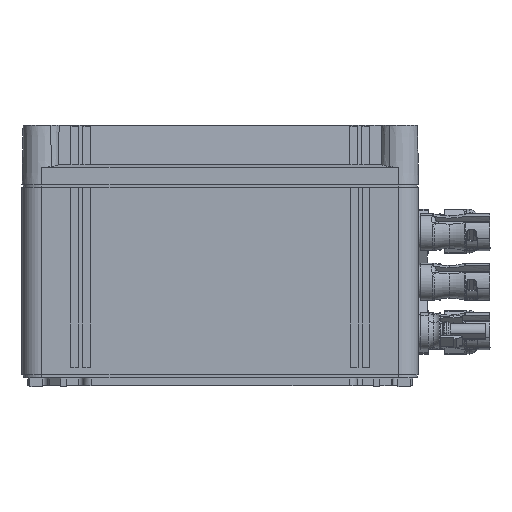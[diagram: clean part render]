
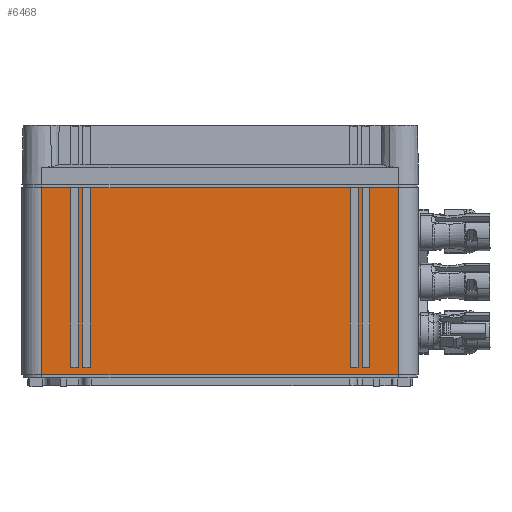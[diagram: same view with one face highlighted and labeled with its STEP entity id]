
A CAD part, left-side view. The second image highlights one B-rep face of the part: STEP entity #6468.
In plain terms, the highlighted planar face has unit normal (-1, 0, 0).
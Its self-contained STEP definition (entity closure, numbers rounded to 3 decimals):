
#6312=AXIS2_PLACEMENT_3D('Plane Axis2P3D',#6309,#6310,#6311) ;
#4683=CARTESIAN_POINT('Vertex',(0.,226.025,100.5)) ;
#4686=CARTESIAN_POINT('Line Origine',(0.,136.025,100.5)) ;
#4690=CARTESIAN_POINT('Vertex',(0.,46.025,100.5)) ;
#6282=CARTESIAN_POINT('Line Origine',(0.,46.025,106.)) ;
#6286=CARTESIAN_POINT('Vertex',(0.,46.025,6.)) ;
#6309=CARTESIAN_POINT('Axis2P3D Location',(0.,46.025,106.)) ;
#6314=CARTESIAN_POINT('Line Origine',(0.,226.025,53.25)) ;
#6318=CARTESIAN_POINT('Vertex',(0.,226.025,6.)) ;
#6321=CARTESIAN_POINT('Line Origine',(0.,136.025,6.)) ;
#6332=CARTESIAN_POINT('Line Origine',(0.,60.525,55.178)) ;
#6336=CARTESIAN_POINT('Vertex',(0.,60.525,10.)) ;
#6338=CARTESIAN_POINT('Vertex',(0.,60.525,100.356)) ;
#6341=CARTESIAN_POINT('Line Origine',(0.,62.525,10.)) ;
#6345=CARTESIAN_POINT('Vertex',(0.,64.525,10.)) ;
#6348=CARTESIAN_POINT('Line Origine',(0.,64.525,55.178)) ;
#6352=CARTESIAN_POINT('Vertex',(0.,64.525,100.356)) ;
#6355=CARTESIAN_POINT('Line Origine',(0.,62.525,100.356)) ;
#6366=CARTESIAN_POINT('Line Origine',(0.,70.525,55.178)) ;
#6370=CARTESIAN_POINT('Vertex',(0.,70.525,100.356)) ;
#6372=CARTESIAN_POINT('Vertex',(0.,70.525,10.)) ;
#6375=CARTESIAN_POINT('Line Origine',(0.,68.525,100.356)) ;
#6379=CARTESIAN_POINT('Vertex',(0.,66.525,100.356)) ;
#6382=CARTESIAN_POINT('Line Origine',(0.,66.525,55.178)) ;
#6386=CARTESIAN_POINT('Vertex',(0.,66.525,10.)) ;
#6389=CARTESIAN_POINT('Line Origine',(0.,68.525,10.)) ;
#6400=CARTESIAN_POINT('Line Origine',(0.,203.525,10.)) ;
#6404=CARTESIAN_POINT('Vertex',(0.,205.525,10.)) ;
#6406=CARTESIAN_POINT('Vertex',(0.,201.525,10.)) ;
#6409=CARTESIAN_POINT('Line Origine',(0.,205.525,55.178)) ;
#6413=CARTESIAN_POINT('Vertex',(0.,205.525,100.356)) ;
#6416=CARTESIAN_POINT('Line Origine',(0.,203.525,100.356)) ;
#6420=CARTESIAN_POINT('Vertex',(0.,201.525,100.356)) ;
#6423=CARTESIAN_POINT('Line Origine',(0.,201.525,55.178)) ;
#6434=CARTESIAN_POINT('Line Origine',(0.,209.525,100.356)) ;
#6438=CARTESIAN_POINT('Vertex',(0.,207.525,100.356)) ;
#6440=CARTESIAN_POINT('Vertex',(0.,211.525,100.356)) ;
#6443=CARTESIAN_POINT('Line Origine',(0.,207.525,55.178)) ;
#6447=CARTESIAN_POINT('Vertex',(0.,207.525,10.)) ;
#6450=CARTESIAN_POINT('Line Origine',(0.,209.525,10.)) ;
#6454=CARTESIAN_POINT('Vertex',(0.,211.525,10.)) ;
#6457=CARTESIAN_POINT('Line Origine',(0.,211.525,55.178)) ;
#4687=DIRECTION('Vector Direction',(0.,-1.,0.)) ;
#6283=DIRECTION('Vector Direction',(0.,0.,-1.)) ;
#6310=DIRECTION('Axis2P3D Direction',(-1.,0.,0.)) ;
#6311=DIRECTION('Axis2P3D XDirection',(0.,1.,0.)) ;
#6315=DIRECTION('Vector Direction',(0.,0.,-1.)) ;
#6322=DIRECTION('Vector Direction',(0.,1.,0.)) ;
#6333=DIRECTION('Vector Direction',(0.,0.,1.)) ;
#6342=DIRECTION('Vector Direction',(0.,-1.,0.)) ;
#6349=DIRECTION('Vector Direction',(0.,0.,-1.)) ;
#6356=DIRECTION('Vector Direction',(0.,1.,0.)) ;
#6367=DIRECTION('Vector Direction',(0.,0.,-1.)) ;
#6376=DIRECTION('Vector Direction',(0.,1.,0.)) ;
#6383=DIRECTION('Vector Direction',(0.,0.,1.)) ;
#6390=DIRECTION('Vector Direction',(0.,-1.,0.)) ;
#6401=DIRECTION('Vector Direction',(0.,-1.,0.)) ;
#6410=DIRECTION('Vector Direction',(0.,0.,-1.)) ;
#6417=DIRECTION('Vector Direction',(0.,1.,0.)) ;
#6424=DIRECTION('Vector Direction',(0.,0.,1.)) ;
#6435=DIRECTION('Vector Direction',(0.,1.,0.)) ;
#6444=DIRECTION('Vector Direction',(0.,0.,1.)) ;
#6451=DIRECTION('Vector Direction',(0.,-1.,0.)) ;
#6458=DIRECTION('Vector Direction',(0.,0.,-1.)) ;
#4688=VECTOR('Line Direction',#4687,1.) ;
#6284=VECTOR('Line Direction',#6283,1.) ;
#6316=VECTOR('Line Direction',#6315,1.) ;
#6323=VECTOR('Line Direction',#6322,1.) ;
#6334=VECTOR('Line Direction',#6333,1.) ;
#6343=VECTOR('Line Direction',#6342,1.) ;
#6350=VECTOR('Line Direction',#6349,1.) ;
#6357=VECTOR('Line Direction',#6356,1.) ;
#6368=VECTOR('Line Direction',#6367,1.) ;
#6377=VECTOR('Line Direction',#6376,1.) ;
#6384=VECTOR('Line Direction',#6383,1.) ;
#6391=VECTOR('Line Direction',#6390,1.) ;
#6402=VECTOR('Line Direction',#6401,1.) ;
#6411=VECTOR('Line Direction',#6410,1.) ;
#6418=VECTOR('Line Direction',#6417,1.) ;
#6425=VECTOR('Line Direction',#6424,1.) ;
#6436=VECTOR('Line Direction',#6435,1.) ;
#6445=VECTOR('Line Direction',#6444,1.) ;
#6452=VECTOR('Line Direction',#6451,1.) ;
#6459=VECTOR('Line Direction',#6458,1.) ;
#6327=ORIENTED_EDGE('',*,*,#6320,.T.) ;
#6328=ORIENTED_EDGE('',*,*,#6325,.F.) ;
#6329=ORIENTED_EDGE('',*,*,#6288,.F.) ;
#6330=ORIENTED_EDGE('',*,*,#4692,.F.) ;
#6361=ORIENTED_EDGE('',*,*,#6340,.F.) ;
#6362=ORIENTED_EDGE('',*,*,#6347,.F.) ;
#6363=ORIENTED_EDGE('',*,*,#6354,.F.) ;
#6364=ORIENTED_EDGE('',*,*,#6359,.F.) ;
#6395=ORIENTED_EDGE('',*,*,#6374,.F.) ;
#6396=ORIENTED_EDGE('',*,*,#6381,.F.) ;
#6397=ORIENTED_EDGE('',*,*,#6388,.F.) ;
#6398=ORIENTED_EDGE('',*,*,#6393,.F.) ;
#6429=ORIENTED_EDGE('',*,*,#6408,.F.) ;
#6430=ORIENTED_EDGE('',*,*,#6415,.F.) ;
#6431=ORIENTED_EDGE('',*,*,#6422,.F.) ;
#6432=ORIENTED_EDGE('',*,*,#6427,.F.) ;
#6463=ORIENTED_EDGE('',*,*,#6442,.F.) ;
#6464=ORIENTED_EDGE('',*,*,#6449,.F.) ;
#6465=ORIENTED_EDGE('',*,*,#6456,.F.) ;
#6466=ORIENTED_EDGE('',*,*,#6461,.F.) ;
#6365=FACE_BOUND('',#6360,.T.) ;
#6399=FACE_BOUND('',#6394,.T.) ;
#6433=FACE_BOUND('',#6428,.T.) ;
#6467=FACE_BOUND('',#6462,.T.) ;
#6468=ADVANCED_FACE('PVN',(#6331,#6365,#6399,#6433,#6467),#6313,.T.) ;
#4692=EDGE_CURVE('',#4684,#4691,#4689,.T.) ;
#6288=EDGE_CURVE('',#4691,#6287,#6285,.T.) ;
#6320=EDGE_CURVE('',#4684,#6319,#6317,.T.) ;
#6325=EDGE_CURVE('',#6287,#6319,#6324,.T.) ;
#6340=EDGE_CURVE('',#6337,#6339,#6335,.T.) ;
#6347=EDGE_CURVE('',#6346,#6337,#6344,.T.) ;
#6354=EDGE_CURVE('',#6353,#6346,#6351,.T.) ;
#6359=EDGE_CURVE('',#6339,#6353,#6358,.T.) ;
#6374=EDGE_CURVE('',#6371,#6373,#6369,.T.) ;
#6381=EDGE_CURVE('',#6380,#6371,#6378,.T.) ;
#6388=EDGE_CURVE('',#6387,#6380,#6385,.T.) ;
#6393=EDGE_CURVE('',#6373,#6387,#6392,.T.) ;
#6408=EDGE_CURVE('',#6405,#6407,#6403,.T.) ;
#6415=EDGE_CURVE('',#6414,#6405,#6412,.T.) ;
#6422=EDGE_CURVE('',#6421,#6414,#6419,.T.) ;
#6427=EDGE_CURVE('',#6407,#6421,#6426,.T.) ;
#6442=EDGE_CURVE('',#6439,#6441,#6437,.T.) ;
#6449=EDGE_CURVE('',#6448,#6439,#6446,.T.) ;
#6456=EDGE_CURVE('',#6455,#6448,#6453,.T.) ;
#6461=EDGE_CURVE('',#6441,#6455,#6460,.T.) ;
#6326=EDGE_LOOP('',(#6327,#6328,#6329,#6330)) ;
#6360=EDGE_LOOP('',(#6361,#6362,#6363,#6364)) ;
#6394=EDGE_LOOP('',(#6395,#6396,#6397,#6398)) ;
#6428=EDGE_LOOP('',(#6429,#6430,#6431,#6432)) ;
#6462=EDGE_LOOP('',(#6463,#6464,#6465,#6466)) ;
#6331=FACE_OUTER_BOUND('',#6326,.T.) ;
#4689=LINE('Line',#4686,#4688) ;
#6285=LINE('Line',#6282,#6284) ;
#6317=LINE('Line',#6314,#6316) ;
#6324=LINE('Line',#6321,#6323) ;
#6335=LINE('Line',#6332,#6334) ;
#6344=LINE('Line',#6341,#6343) ;
#6351=LINE('Line',#6348,#6350) ;
#6358=LINE('Line',#6355,#6357) ;
#6369=LINE('Line',#6366,#6368) ;
#6378=LINE('Line',#6375,#6377) ;
#6385=LINE('Line',#6382,#6384) ;
#6392=LINE('Line',#6389,#6391) ;
#6403=LINE('Line',#6400,#6402) ;
#6412=LINE('Line',#6409,#6411) ;
#6419=LINE('Line',#6416,#6418) ;
#6426=LINE('Line',#6423,#6425) ;
#6437=LINE('Line',#6434,#6436) ;
#6446=LINE('Line',#6443,#6445) ;
#6453=LINE('Line',#6450,#6452) ;
#6460=LINE('Line',#6457,#6459) ;
#6313=PLANE('',#6312) ;
#4684=VERTEX_POINT('',#4683) ;
#4691=VERTEX_POINT('',#4690) ;
#6287=VERTEX_POINT('',#6286) ;
#6319=VERTEX_POINT('',#6318) ;
#6337=VERTEX_POINT('',#6336) ;
#6339=VERTEX_POINT('',#6338) ;
#6346=VERTEX_POINT('',#6345) ;
#6353=VERTEX_POINT('',#6352) ;
#6371=VERTEX_POINT('',#6370) ;
#6373=VERTEX_POINT('',#6372) ;
#6380=VERTEX_POINT('',#6379) ;
#6387=VERTEX_POINT('',#6386) ;
#6405=VERTEX_POINT('',#6404) ;
#6407=VERTEX_POINT('',#6406) ;
#6414=VERTEX_POINT('',#6413) ;
#6421=VERTEX_POINT('',#6420) ;
#6439=VERTEX_POINT('',#6438) ;
#6441=VERTEX_POINT('',#6440) ;
#6448=VERTEX_POINT('',#6447) ;
#6455=VERTEX_POINT('',#6454) ;
